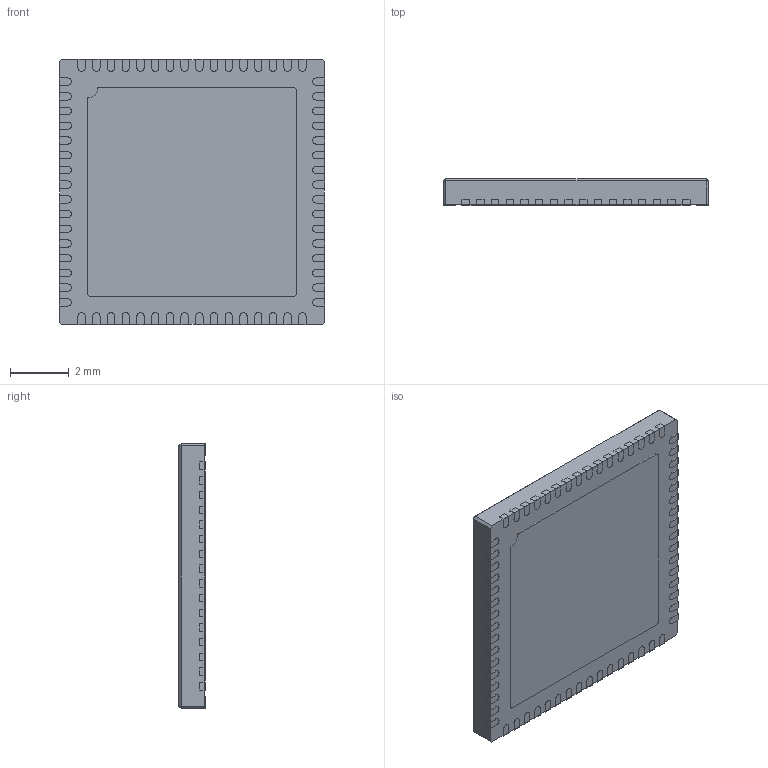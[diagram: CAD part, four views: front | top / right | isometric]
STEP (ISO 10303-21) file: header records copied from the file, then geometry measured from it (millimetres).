
FILE_DESCRIPTION (( 'STEP AP214' ), '1' );
FILE_NAME ('User Library-QFN64-2.STEP', '2017-03-01T15:36:31', ( 'Windows User' ), ( '' ), 'SwSTEP 2.0', 'SolidWorks 2017', '' );
FILE_SCHEMA (( 'AUTOMOTIVE_DESIGN' ));
Length unit declared in the file: millimetre
Products named in the file (1): User Library-QFN64-2
Bounding box: 9.04 x 0.9 x 9.04 mm (x, y, z)
Surface area: 326.5 mm2
Topology: 66 solids, 66 shells, 421 faces, 848 edges, 560 vertices
Faces by surface type: plane 345, cylinder 72, cone 4
Entity records: 15828 total; most frequent: DIRECTION 1840, CARTESIAN_POINT 1830, ORIENTED_EDGE 1696, EDGE_CURVE 848, LINE 700, VECTOR 700, AXIS2_PLACEMENT_3D 570, VERTEX_POINT 560
